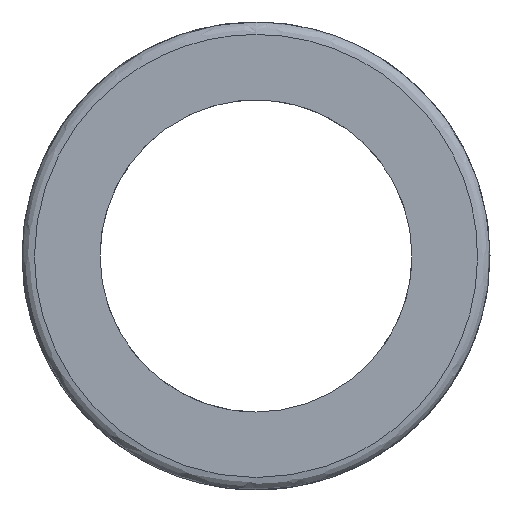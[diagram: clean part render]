
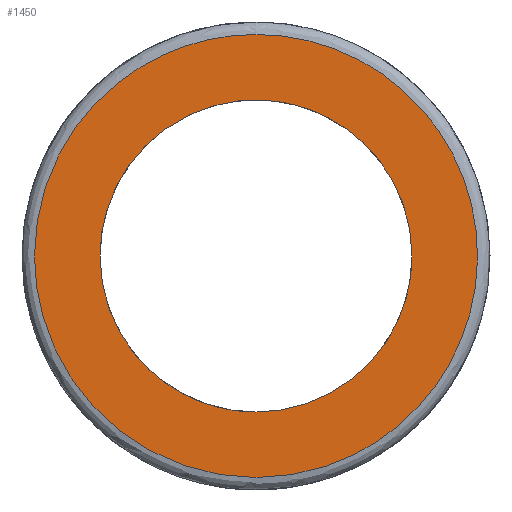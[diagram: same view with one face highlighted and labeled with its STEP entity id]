
A CAD part, left-side view. The second image highlights one B-rep face of the part: STEP entity #1450.
In plain terms, the highlighted free-form (B-spline) face has degree [1, 1] with [2, 2] control points.
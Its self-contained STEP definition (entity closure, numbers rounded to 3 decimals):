
#120 = CARTESIAN_POINT ('', (0., 0., -25.));
#130 = VERTEX_POINT ('', #120);
#190 = CARTESIAN_POINT ('', (0., -25., 0.));
#200 = VERTEX_POINT ('', #190);
#210 = CARTESIAN_POINT ('', (0., 0., -25.));
#220 = CARTESIAN_POINT ('', (0., -12.5, -25.));
#230 = CARTESIAN_POINT ('', (0., -25., -16.667));
#240 = CARTESIAN_POINT ('', (0., -25., 0.));
#250 = (
   BOUNDED_CURVE ()
   B_SPLINE_CURVE (3, (#210, #220, #230, #240), .UNSPECIFIED., .F., .U.)
   B_SPLINE_CURVE_WITH_KNOTS ((4, 4), (0., 1.), .UNSPECIFIED.)
   CURVE ()
   GEOMETRIC_REPRESENTATION_ITEM ()
   RATIONAL_B_SPLINE_CURVE ((1., 0.667, 0.5, 0.5))
   REPRESENTATION_ITEM ('')
);
#260 = EDGE_CURVE ('', #130, #200, #250, .T.);
#280 = CARTESIAN_POINT ('', (0., 25., 0.));
#290 = VERTEX_POINT ('', #280);
#300 = CARTESIAN_POINT ('', (0., -25., 0.));
#310 = CARTESIAN_POINT ('', (0., -25., 16.667));
#320 = CARTESIAN_POINT ('', (0., -12.5, 25.));
#330 = CARTESIAN_POINT ('', (0., 0., 25.));
#340 = CARTESIAN_POINT ('', (0., 12.5, 25.));
#350 = CARTESIAN_POINT ('', (0., 25., 16.667));
#360 = CARTESIAN_POINT ('', (0., 25., 0.));
#370 = (
   BOUNDED_CURVE ()
   B_SPLINE_CURVE (3, (#300, #310, #320, #330, #340, #350, #360), .UNSPECIFIED., .F., .U.)
   B_SPLINE_CURVE_WITH_KNOTS ((4, 3, 4), (0., 0.5, 1.), .UNSPECIFIED.)
   CURVE ()
   GEOMETRIC_REPRESENTATION_ITEM ()
   RATIONAL_B_SPLINE_CURVE ((0.5, 0.5, 0.667, 1., 0.667, 0.5, 0.5))
   REPRESENTATION_ITEM ('')
);
#380 = EDGE_CURVE ('', #200, #290, #370, .T.);
#400 = CARTESIAN_POINT ('', (0., 25., 0.));
#410 = CARTESIAN_POINT ('', (0., 25., -16.667));
#420 = CARTESIAN_POINT ('', (0., 12.5, -25.));
#430 = CARTESIAN_POINT ('', (0., 0., -25.));
#440 = (
   BOUNDED_CURVE ()
   B_SPLINE_CURVE (3, (#400, #410, #420, #430), .UNSPECIFIED., .F., .U.)
   B_SPLINE_CURVE_WITH_KNOTS ((4, 4), (0., 1.), .UNSPECIFIED.)
   CURVE ()
   GEOMETRIC_REPRESENTATION_ITEM ()
   RATIONAL_B_SPLINE_CURVE ((0.5, 0.5, 0.667, 1.))
   REPRESENTATION_ITEM ('')
);
#450 = EDGE_CURVE ('', #290, #130, #440, .T.);
#850 = CARTESIAN_POINT ('', (0., 0., -35.5));
#860 = VERTEX_POINT ('', #850);
#870 = CARTESIAN_POINT ('', (0., 0., 35.5));
#880 = VERTEX_POINT ('', #870);
#890 = CARTESIAN_POINT ('', (0., 0., -35.5));
#900 = CARTESIAN_POINT ('', (0., -4.67, -35.5));
#910 = CARTESIAN_POINT ('', (0., -9.167, -34.612));
#920 = CARTESIAN_POINT ('', (0., -13.491, -32.837));
#930 = CARTESIAN_POINT ('', (0., -17.927, -31.015));
#940 = CARTESIAN_POINT ('', (0., -21.835, -28.399));
#950 = CARTESIAN_POINT ('', (0., -25.217, -24.987));
#960 = CARTESIAN_POINT ('', (0., -28.455, -21.721));
#970 = CARTESIAN_POINT ('', (0., -30.964, -17.963));
#980 = CARTESIAN_POINT ('', (0., -32.744, -13.714));
#990 = CARTESIAN_POINT ('', (0., -34.581, -9.331));
#1000 = CARTESIAN_POINT ('', (0., -35.499, -4.76));
#1010 = CARTESIAN_POINT ('', (0., -35.5, 0.));
#1020 = CARTESIAN_POINT ('', (0., -35.501, 4.752));
#1030 = CARTESIAN_POINT ('', (0., -34.582, 9.324));
#1040 = CARTESIAN_POINT ('', (0., -32.744, 13.714));
#1050 = CARTESIAN_POINT ('', (0., -30.968, 17.957));
#1060 = CARTESIAN_POINT ('', (0., -28.459, 21.715));
#1070 = CARTESIAN_POINT ('', (0., -25.217, 24.987));
#1080 = CARTESIAN_POINT ('', (0., -21.842, 28.394));
#1090 = CARTESIAN_POINT ('', (0., -17.933, 31.011));
#1100 = CARTESIAN_POINT ('', (0., -13.491, 32.837));
#1110 = CARTESIAN_POINT ('', (0., -9.171, 34.612));
#1120 = CARTESIAN_POINT ('', (0., -4.674, 35.5));
#1130 = CARTESIAN_POINT ('', (0., 0., 35.5));
#1140 = B_SPLINE_CURVE_WITH_KNOTS ('', 3, (#890, #900, #910, #920, #930, #940, #950, #960, #970, #980, #990, #1000, #1010, #1020, #1030, #1040, #1050, #1060, #1070, #1080, #1090, #1100, #1110, #1120, #1130), .UNSPECIFIED., .F., .U., (4, 3, 3, 3, 3, 3, 3, 3, 4), (0., 0.125, 0.25, 0.375, 0.5, 0.625, 0.75, 0.875, 1.), .UNSPECIFIED.);
#1150 = EDGE_CURVE ('', #860, #880, #1140, .T.);
#1160 = ORIENTED_EDGE ('', *, *, #1150, .T.);
#1170 = CARTESIAN_POINT ('', (0., 35.5, 0.));
#1180 = VERTEX_POINT ('', #1170);
#1190 = CARTESIAN_POINT ('', (0., 35.5, 0.));
#1200 = CARTESIAN_POINT ('', (0., 35.5, 23.667));
#1210 = CARTESIAN_POINT ('', (0., 17.75, 35.5));
#1220 = CARTESIAN_POINT ('', (0., 0., 35.5));
#1230 = (
   BOUNDED_CURVE ()
   B_SPLINE_CURVE (3, (#1190, #1200, #1210, #1220), .UNSPECIFIED., .F., .U.)
   B_SPLINE_CURVE_WITH_KNOTS ((4, 4), (0., 1.), .UNSPECIFIED.)
   CURVE ()
   GEOMETRIC_REPRESENTATION_ITEM ()
   RATIONAL_B_SPLINE_CURVE ((0.478, 0.478, 0.638, 0.957))
   REPRESENTATION_ITEM ('')
);
#1240 = EDGE_CURVE ('', #1180, #880, #1230, .T.);
#1250 = ORIENTED_EDGE ('', *, *, #1240, .F.);
#1260 = CARTESIAN_POINT ('', (0., 0., -35.5));
#1270 = CARTESIAN_POINT ('', (0., 17.75, -35.5));
#1280 = CARTESIAN_POINT ('', (0., 35.5, -23.667));
#1290 = CARTESIAN_POINT ('', (0., 35.5, 0.));
#1300 = (
   BOUNDED_CURVE ()
   B_SPLINE_CURVE (3, (#1260, #1270, #1280, #1290), .UNSPECIFIED., .F., .U.)
   B_SPLINE_CURVE_WITH_KNOTS ((4, 4), (0., 1.), .UNSPECIFIED.)
   CURVE ()
   GEOMETRIC_REPRESENTATION_ITEM ()
   RATIONAL_B_SPLINE_CURVE ((0.957, 0.638, 0.478, 0.478))
   REPRESENTATION_ITEM ('')
);
#1310 = EDGE_CURVE ('', #860, #1180, #1300, .T.);
#1320 = ORIENTED_EDGE ('', *, *, #1310, .F.);
#1330 = EDGE_LOOP ('', (#1160, #1250, #1320));
#1340 = FACE_OUTER_BOUND ('', #1330, .T.);
#1350 = ORIENTED_EDGE ('', *, *, #260, .F.);
#1360 = ORIENTED_EDGE ('', *, *, #450, .F.);
#1370 = ORIENTED_EDGE ('', *, *, #380, .F.);
#1380 = EDGE_LOOP ('', (#1350, #1360, #1370));
#1390 = FACE_BOUND ('', #1380, .T.);
#1400 = CARTESIAN_POINT ('', (0., -35.926, 35.926));
#1410 = CARTESIAN_POINT ('', (0., -35.926, -35.926));
#1420 = CARTESIAN_POINT ('', (0., 35.926, 35.926));
#1430 = CARTESIAN_POINT ('', (0., 35.926, -35.926));
#1440 = B_SPLINE_SURFACE_WITH_KNOTS ('', 1, 1, ((#1400, #1410), (#1420, #1430)), .UNSPECIFIED., .F., .F., .U., (2, 2), (2, 2), (0., 1.), (0., 1.), .UNSPECIFIED.);
#1450 = ADVANCED_FACE ('', (#1340, #1390), #1440, .T.);
